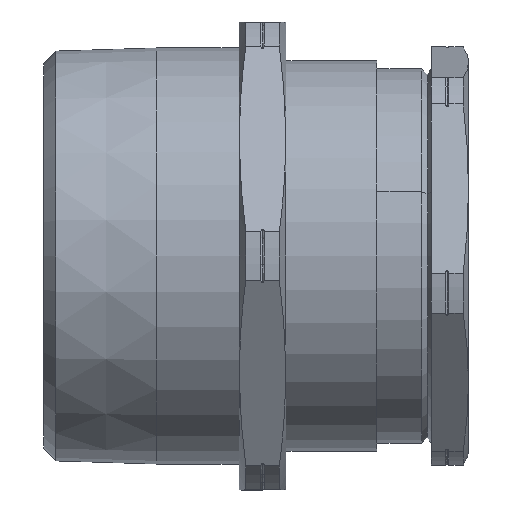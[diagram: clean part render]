
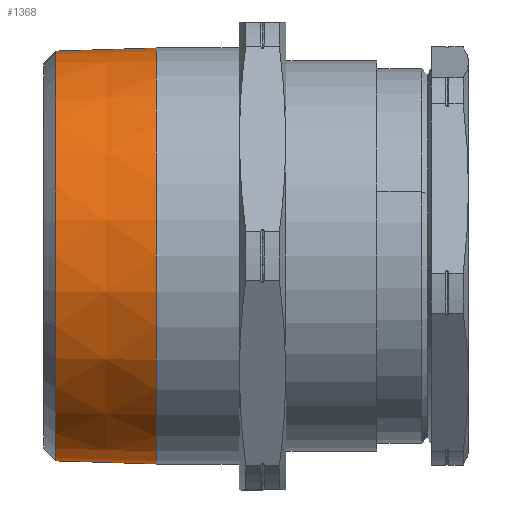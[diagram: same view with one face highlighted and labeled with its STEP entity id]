
A CAD part, front view. The second image highlights one B-rep face of the part: STEP entity #1368.
In plain terms, the highlighted conical face has half-angle 1.783 degrees and reference radius 43.699 mm.
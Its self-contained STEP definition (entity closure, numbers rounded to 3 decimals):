
#110 = EDGE_CURVE ( 'NONE', #3246, #917, #3447, .T. ) ;
#264 = CARTESIAN_POINT ( 'NONE',  ( 2.622, 0., 0. ) ) ;
#312 = DIRECTION ( 'NONE',  ( 0., 0., 1. ) ) ;
#410 = VERTEX_POINT ( 'NONE', #894 ) ;
#532 = DIRECTION ( 'NONE',  ( 1., 0., 0. ) ) ;
#606 = CIRCLE ( 'NONE', #1522, 43.78 ) ;
#633 = CARTESIAN_POINT ( 'NONE',  ( 24.13, 0., -44.45 ) ) ;
#758 = DIRECTION ( 'NONE',  ( 0., 0., -1. ) ) ;
#767 = DIRECTION ( 'NONE',  ( 0., 0., -1. ) ) ;
#894 = CARTESIAN_POINT ( 'NONE',  ( 2.622, 0., -43.78 ) ) ;
#917 = VERTEX_POINT ( 'NONE', #959 ) ;
#959 = CARTESIAN_POINT ( 'NONE',  ( 24.13, 0., 44.45 ) ) ;
#1368 = ADVANCED_FACE ( 'NONE', ( #2151 ), #1680, .T. ) ;
#1381 = DIRECTION ( 'NONE',  ( 1., 0., -0.031 ) ) ;
#1522 = AXIS2_PLACEMENT_3D ( 'NONE', #264, #2757, #767 ) ;
#1680 = CONICAL_SURFACE ( 'NONE', #2986, 43.699, 0.031 ) ;
#1715 = VECTOR ( 'NONE', #3147, 1000. ) ;
#1817 = VERTEX_POINT ( 'NONE', #3607 ) ;
#1954 = CARTESIAN_POINT ( 'NONE',  ( 24.13, 0., 0. ) ) ;
#2106 = EDGE_LOOP ( 'NONE', ( #3537, #2323, #2846, #2285 ) ) ;
#2136 = AXIS2_PLACEMENT_3D ( 'NONE', #1954, #2559, #312 ) ;
#2151 = FACE_OUTER_BOUND ( 'NONE', #2106, .T. ) ;
#2194 = VECTOR ( 'NONE', #1381, 1000. ) ;
#2285 = ORIENTED_EDGE ( 'NONE', *, *, #110, .T. ) ;
#2323 = ORIENTED_EDGE ( 'NONE', *, *, #3524, .T. ) ;
#2559 = DIRECTION ( 'NONE',  ( -1., 0., 0. ) ) ;
#2605 = LINE ( 'NONE', #3334, #2194 ) ;
#2667 = CARTESIAN_POINT ( 'NONE',  ( 0., 0., 0. ) ) ;
#2672 = EDGE_CURVE ( 'NONE', #1817, #917, #3205, .T. ) ;
#2713 = EDGE_CURVE ( 'NONE', #410, #3246, #2605, .T. ) ;
#2757 = DIRECTION ( 'NONE',  ( 1., 0., 0. ) ) ;
#2846 = ORIENTED_EDGE ( 'NONE', *, *, #2713, .T. ) ;
#2986 = AXIS2_PLACEMENT_3D ( 'NONE', #2667, #532, #758 ) ;
#3147 = DIRECTION ( 'NONE',  ( 1., 0., 0.031 ) ) ;
#3205 = LINE ( 'NONE', #3421, #1715 ) ;
#3246 = VERTEX_POINT ( 'NONE', #633 ) ;
#3334 = CARTESIAN_POINT ( 'NONE',  ( 0., 0., -43.699 ) ) ;
#3421 = CARTESIAN_POINT ( 'NONE',  ( 0., 0., 43.699 ) ) ;
#3447 = CIRCLE ( 'NONE', #2136, 44.45 ) ;
#3524 = EDGE_CURVE ( 'NONE', #1817, #410, #606, .T. ) ;
#3537 = ORIENTED_EDGE ( 'NONE', *, *, #2672, .F. ) ;
#3607 = CARTESIAN_POINT ( 'NONE',  ( 2.622, 0., 43.78 ) ) ;
